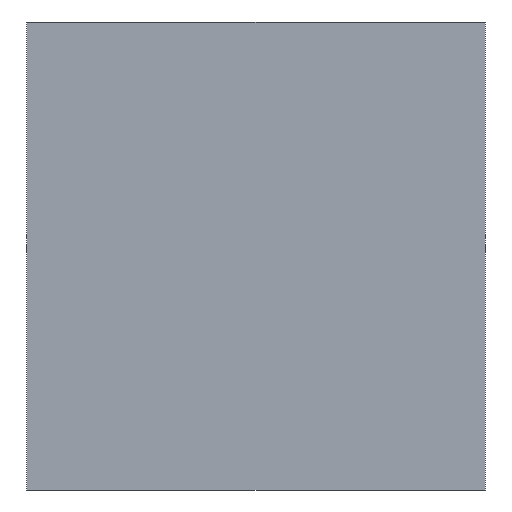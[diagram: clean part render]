
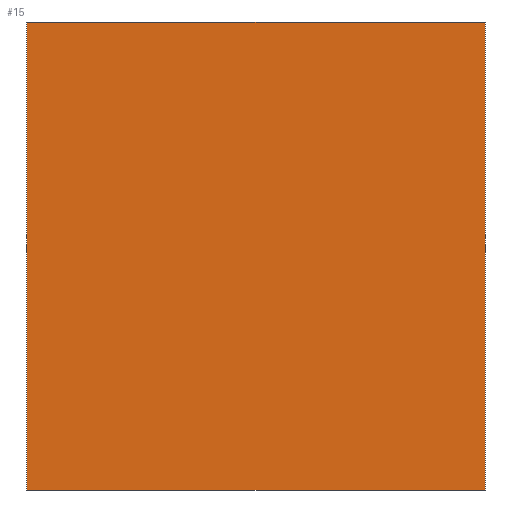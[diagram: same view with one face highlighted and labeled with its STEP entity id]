
A CAD part, front view. The second image highlights one B-rep face of the part: STEP entity #15.
In plain terms, the highlighted free-form (B-spline) face has degree [1, 1] with [2, 2] control points.
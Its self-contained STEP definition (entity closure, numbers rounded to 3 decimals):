
#15=ADVANCED_FACE('',(#21),#173,.T.);
#21=FACE_OUTER_BOUND('',#27,.T.);
#27=EDGE_LOOP('',(#33,#34,#35,#36));
#33=ORIENTED_EDGE('',*,*,#117,.T.);
#34=ORIENTED_EDGE('',*,*,#118,.T.);
#35=ORIENTED_EDGE('',*,*,#119,.T.);
#36=ORIENTED_EDGE('',*,*,#120,.T.);
#57=PCURVE('',#173,#81);
#58=PCURVE('',#173,#82);
#59=PCURVE('',#173,#83);
#60=PCURVE('',#173,#84);
#64=PCURVE('',#174,#88);
#70=PCURVE('',#176,#94);
#76=PCURVE('',#177,#100);
#77=PCURVE('',#178,#101);
#81=DEFINITIONAL_REPRESENTATION('',(#130),#310);
#82=DEFINITIONAL_REPRESENTATION('',(#132),#310);
#83=DEFINITIONAL_REPRESENTATION('',(#134),#310);
#84=DEFINITIONAL_REPRESENTATION('',(#136),#310);
#88=DEFINITIONAL_REPRESENTATION('',(#143),#310);
#94=DEFINITIONAL_REPRESENTATION('',(#153),#310);
#100=DEFINITIONAL_REPRESENTATION('',(#160),#310);
#101=DEFINITIONAL_REPRESENTATION('',(#161),#310);
#105=SURFACE_CURVE('',#129,(#57,#76),.PCURVE_S1.);
#106=SURFACE_CURVE('',#131,(#58,#64),.PCURVE_S1.);
#107=SURFACE_CURVE('',#133,(#59,#77),.PCURVE_S1.);
#108=SURFACE_CURVE('',#135,(#60,#70),.PCURVE_S1.);
#117=EDGE_CURVE('',#165,#166,#105,.T.);
#118=EDGE_CURVE('',#166,#167,#106,.T.);
#119=EDGE_CURVE('',#167,#168,#107,.T.);
#120=EDGE_CURVE('',#168,#165,#108,.T.);
#129=B_SPLINE_CURVE_WITH_KNOTS('',1,(#237,#238),.UNSPECIFIED.,.F.,.F.,(2,
2),(0.,19.77),.UNSPECIFIED.);
#130=B_SPLINE_CURVE_WITH_KNOTS('',1,(#239,#240),.UNSPECIFIED.,.F.,.F.,(2,
2),(0.,19.77),.UNSPECIFIED.);
#131=B_SPLINE_CURVE_WITH_KNOTS('',1,(#241,#242),.UNSPECIFIED.,.F.,.F.,(2,
2),(0.,20.184),.UNSPECIFIED.);
#132=B_SPLINE_CURVE_WITH_KNOTS('',1,(#243,#244),.UNSPECIFIED.,.F.,.F.,(2,
2),(0.,20.184),.UNSPECIFIED.);
#133=B_SPLINE_CURVE_WITH_KNOTS('',1,(#245,#246),.UNSPECIFIED.,.F.,.F.,(2,
2),(-19.77,0.),.UNSPECIFIED.);
#134=B_SPLINE_CURVE_WITH_KNOTS('',1,(#247,#248),.UNSPECIFIED.,.F.,.F.,(2,
2),(-19.77,0.),.UNSPECIFIED.);
#135=B_SPLINE_CURVE_WITH_KNOTS('',1,(#249,#250),.UNSPECIFIED.,.F.,.F.,(2,
2),(-20.184,0.),.UNSPECIFIED.);
#136=B_SPLINE_CURVE_WITH_KNOTS('',1,(#251,#252),.UNSPECIFIED.,.F.,.F.,(2,
2),(-20.184,0.),.UNSPECIFIED.);
#143=B_SPLINE_CURVE_WITH_KNOTS('',1,(#265,#266),.UNSPECIFIED.,.F.,.F.,(2,
2),(0.,20.184),.UNSPECIFIED.);
#153=B_SPLINE_CURVE_WITH_KNOTS('',1,(#285,#286),.UNSPECIFIED.,.F.,.F.,(2,
2),(-20.184,0.),.UNSPECIFIED.);
#160=B_SPLINE_CURVE_WITH_KNOTS('',1,(#299,#300),.UNSPECIFIED.,.F.,.F.,(2,
2),(0.,19.77),.UNSPECIFIED.);
#161=B_SPLINE_CURVE_WITH_KNOTS('',1,(#301,#302),.UNSPECIFIED.,.F.,.F.,(2,
2),(-19.77,0.),.UNSPECIFIED.);
#165=VERTEX_POINT('',#229);
#166=VERTEX_POINT('',#230);
#167=VERTEX_POINT('',#231);
#168=VERTEX_POINT('',#232);
#173=B_SPLINE_SURFACE_WITH_KNOTS('',1,1,((#205,#206),(#207,#208)),
 .UNSPECIFIED.,.F.,.F.,.F.,(2,2),(2,2),(0.,19.77),(0.,20.184),
 .UNSPECIFIED.);
#174=B_SPLINE_SURFACE_WITH_KNOTS('',1,1,((#209,#210),(#211,#212)),
 .UNSPECIFIED.,.F.,.F.,.F.,(2,2),(2,2),(19.77,33.725),
(0.,20.184),.UNSPECIFIED.);
#176=B_SPLINE_SURFACE_WITH_KNOTS('',1,1,((#217,#218),(#219,#220)),
 .UNSPECIFIED.,.F.,.F.,.F.,(2,2),(2,2),(53.495,67.45),
(0.,20.184),.UNSPECIFIED.);
#177=B_SPLINE_SURFACE_WITH_KNOTS('',1,1,((#221,#222),(#223,#224)),
 .UNSPECIFIED.,.F.,.F.,.F.,(2,2),(2,2),(0.,13.955),(0.,19.77),
 .UNSPECIFIED.);
#178=B_SPLINE_SURFACE_WITH_KNOTS('',1,1,((#225,#226),(#227,#228)),
 .UNSPECIFIED.,.F.,.F.,.F.,(2,2),(2,2),(0.,19.77),(0.,13.955),
 .UNSPECIFIED.);
#205=CARTESIAN_POINT('',(-11.39,-7.456,0.));
#206=CARTESIAN_POINT('',(-11.39,-7.456,20.184));
#207=CARTESIAN_POINT('',(8.38,-7.456,0.));
#208=CARTESIAN_POINT('',(8.38,-7.456,20.184));
#209=CARTESIAN_POINT('',(8.38,-7.456,0.));
#210=CARTESIAN_POINT('',(8.38,-7.456,20.184));
#211=CARTESIAN_POINT('',(8.38,6.499,0.));
#212=CARTESIAN_POINT('',(8.38,6.499,20.184));
#217=CARTESIAN_POINT('',(-11.39,6.499,0.));
#218=CARTESIAN_POINT('',(-11.39,6.499,20.184));
#219=CARTESIAN_POINT('',(-11.39,-7.456,0.));
#220=CARTESIAN_POINT('',(-11.39,-7.456,20.184));
#221=CARTESIAN_POINT('',(-11.39,-7.456,0.));
#222=CARTESIAN_POINT('',(8.38,-7.456,0.));
#223=CARTESIAN_POINT('',(-11.39,6.499,0.));
#224=CARTESIAN_POINT('',(8.38,6.499,0.));
#225=CARTESIAN_POINT('',(-11.39,-7.456,20.184));
#226=CARTESIAN_POINT('',(-11.39,6.499,20.184));
#227=CARTESIAN_POINT('',(8.38,-7.456,20.184));
#228=CARTESIAN_POINT('',(8.38,6.499,20.184));
#229=CARTESIAN_POINT('',(-11.39,-7.456,0.));
#230=CARTESIAN_POINT('',(8.38,-7.456,0.));
#231=CARTESIAN_POINT('',(8.38,-7.456,20.184));
#232=CARTESIAN_POINT('',(-11.39,-7.456,20.184));
#237=CARTESIAN_POINT('',(-11.39,-7.456,0.));
#238=CARTESIAN_POINT('',(8.38,-7.456,0.));
#239=CARTESIAN_POINT('',(0.,0.));
#240=CARTESIAN_POINT('',(19.77,0.));
#241=CARTESIAN_POINT('',(8.38,-7.456,0.));
#242=CARTESIAN_POINT('',(8.38,-7.456,20.184));
#243=CARTESIAN_POINT('',(19.77,0.));
#244=CARTESIAN_POINT('',(19.77,20.184));
#245=CARTESIAN_POINT('',(8.38,-7.456,20.184));
#246=CARTESIAN_POINT('',(-11.39,-7.456,20.184));
#247=CARTESIAN_POINT('',(19.77,20.184));
#248=CARTESIAN_POINT('',(0.,20.184));
#249=CARTESIAN_POINT('',(-11.39,-7.456,20.184));
#250=CARTESIAN_POINT('',(-11.39,-7.456,0.));
#251=CARTESIAN_POINT('',(0.,20.184));
#252=CARTESIAN_POINT('',(0.,0.));
#265=CARTESIAN_POINT('',(19.77,0.));
#266=CARTESIAN_POINT('',(19.77,20.184));
#285=CARTESIAN_POINT('',(67.45,20.184));
#286=CARTESIAN_POINT('',(67.45,0.));
#299=CARTESIAN_POINT('',(0.,0.));
#300=CARTESIAN_POINT('',(0.,19.77));
#301=CARTESIAN_POINT('',(19.77,0.));
#302=CARTESIAN_POINT('',(0.,0.));
#310=(
GEOMETRIC_REPRESENTATION_CONTEXT(2)
PARAMETRIC_REPRESENTATION_CONTEXT()
REPRESENTATION_CONTEXT('pspace','')
);
